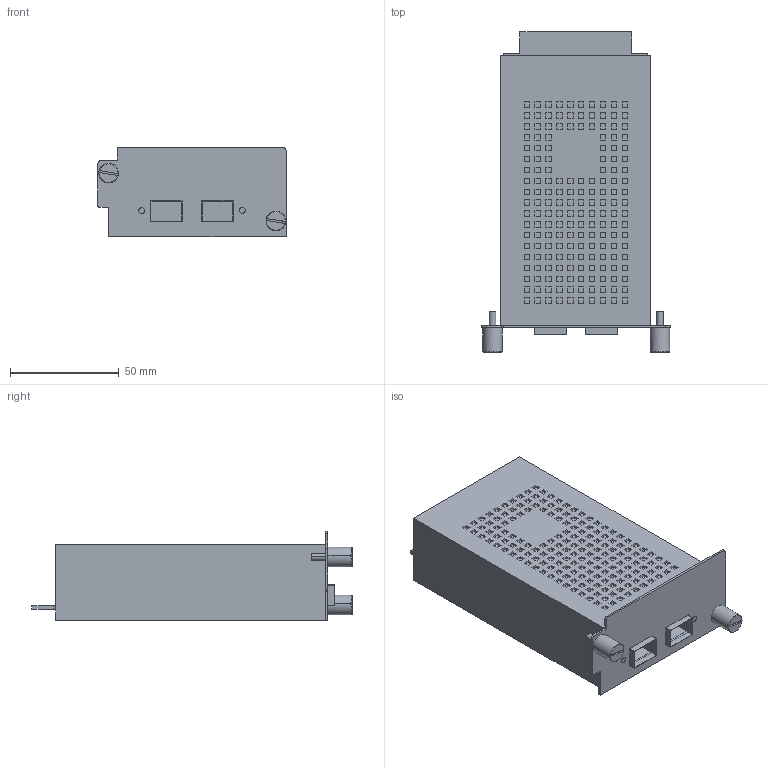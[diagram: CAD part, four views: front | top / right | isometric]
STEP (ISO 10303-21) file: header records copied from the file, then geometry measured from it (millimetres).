
FILE_DESCRIPTION(('CATIA V5 STEP Exchange','CAx-IF Rec.Pracs.--- Model Styling and Organization---1.4--- 2014-01-23'),'2;1');
FILE_NAME ('D1511188_0', '2021-11-22T12:46:16+00:00', ('none'), ('Weidmueller'), 'CATIA Version 5-6 Release 2016 SP3 HF44', 'CATIA V5 STEP AP214', 'none');
FILE_SCHEMA(('AUTOMOTIVE_DESIGN { 1 0 10303 214 1 1 1 1 }'));
Length unit declared in the file: millimetre
Products named in the file (1): S3D_IE_SWM_SL02_2GESFP+
Bounding box: 86.6 x 147.14 x 41.2 mm (x, y, z)
Volume: 291420.3 mm3; surface area: 55567.8 mm2
Topology: 9 solids, 9 shells, 1049 faces, 2508 edges, 1672 vertices
Faces by surface type: plane 1021, cylinder 24, cone 4
Entity records: 26505 total; most frequent: ORIENTED_EDGE 5016, CARTESIAN_POINT 4399, DIRECTION 2860, EDGE_CURVE 2508, VECTOR 2436, LINE 2436, VERTEX_POINT 1672, EDGE_LOOP 1252
